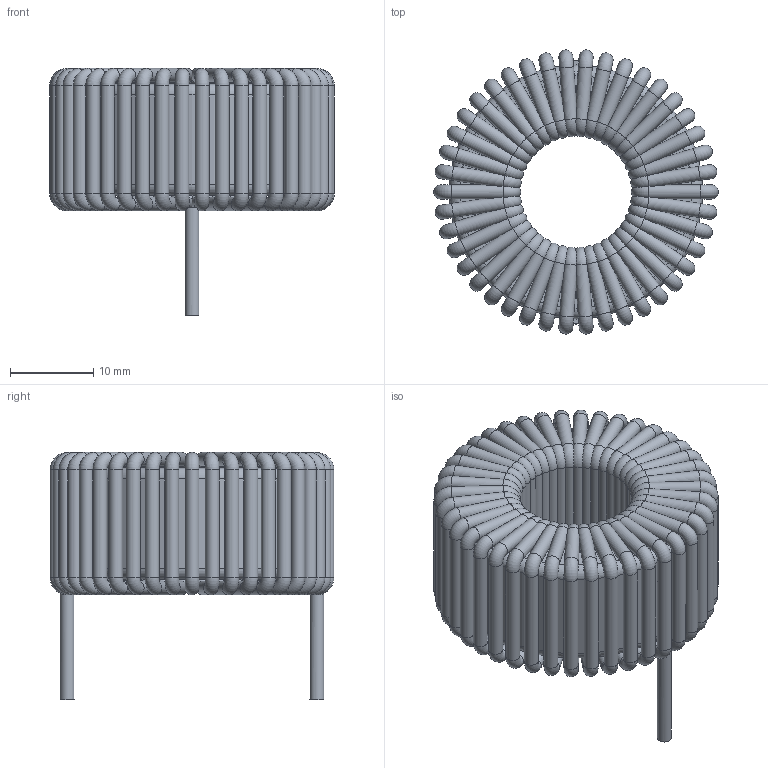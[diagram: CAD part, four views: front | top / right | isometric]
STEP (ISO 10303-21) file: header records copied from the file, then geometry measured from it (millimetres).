
FILE_DESCRIPTION((''),'2;1');
FILE_NAME('2300HT-4R7-H-RC.stp','2015-10-27T14:03:33',('brandonc'),(''),'Autodesk Inventor 2012','Autodesk Inventor 2012','');
FILE_SCHEMA(('AUTOMOTIVE_DESIGN { 1 0 10303 214 1 1 1 1 }'));
Length unit declared in the file: inch
Products named in the file (1): 2300HT-1R2-RC
Bounding box: 34.19 x 34.09 x 29.68 mm (x, y, z)
Volume: 10840.1 mm3; surface area: 9527 mm2
Topology: 1 solids, 1 shells, 431 faces, 1133 edges, 616 vertices
Faces by surface type: torus 254, cylinder 171, plane 6
Full cylindrical faces by diameter (mm): 1.676 x128, 30.48 x1
Entity records: 14055 total; most frequent: CARTESIAN_POINT 4678, DIRECTION 1938, ORIENTED_EDGE 1648, AXIS2_PLACEMENT_3D 946, EDGE_CURVE 824, EDGE_LOOP 648, VERTEX_POINT 522, FACE_OUTER_BOUND 431
